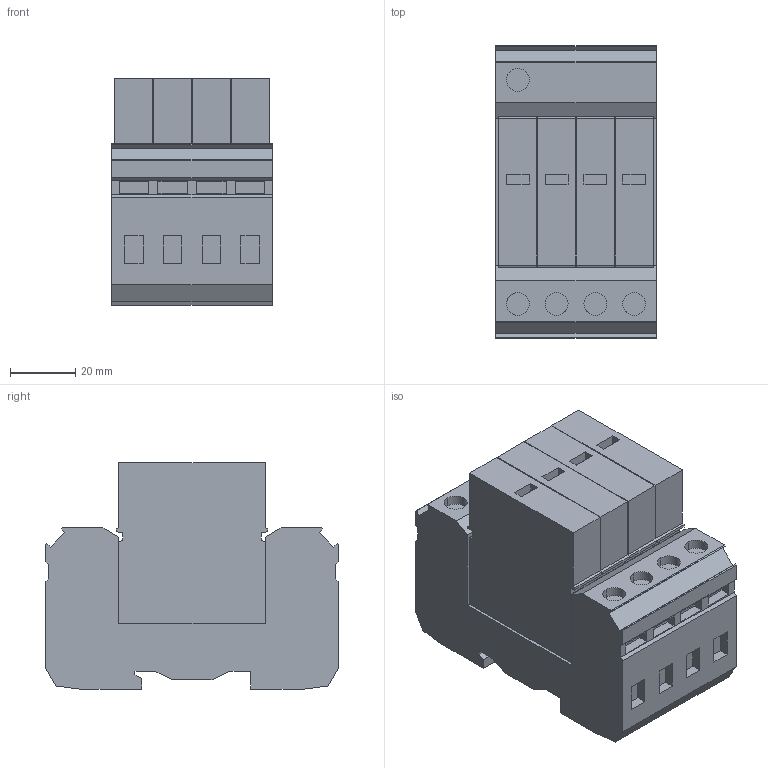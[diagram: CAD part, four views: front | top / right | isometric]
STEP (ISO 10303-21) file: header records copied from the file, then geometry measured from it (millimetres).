
FILE_DESCRIPTION(('STEP AP214'),'1');
FILE_NAME('cctmp_E68A19A6-DA0D-45B6-AFE0-F9CA8D1FC0A7_2023_07_21_23_22_12_0247..stp','2023-07-21T21:22:12',('SIEMENS A&D'),('CADClick - www.CADClick.com'),'Spatial InterOp 3D postprocessed',' ','unknown authorization');
FILE_SCHEMA(('AUTOMOTIVE_DESIGN'));
Length unit declared in the file: millimetre
Products named in the file (1): 2023_07_21_23_22_12_0237
Bounding box: 49.2 x 89.8 x 69.5 mm (x, y, z)
Volume: 243531.3 mm3; surface area: 42005.3 mm2
Topology: 1 solids, 1 shells, 193 faces, 520 edges, 348 vertices
Faces by surface type: plane 183, cylinder 10
Entity records: 6559 total; most frequent: CARTESIAN_POINT 1062, ORIENTED_EDGE 1040, DIRECTION 932, EDGE_CURVE 520, LINE 496, VECTOR 496, VERTEX_POINT 348, AXIS2_PLACEMENT_3D 218
